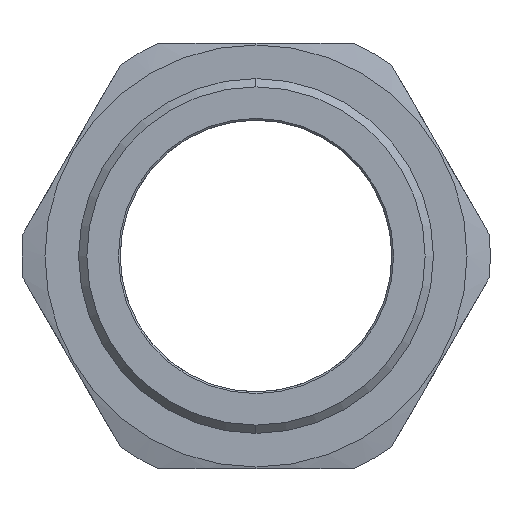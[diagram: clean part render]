
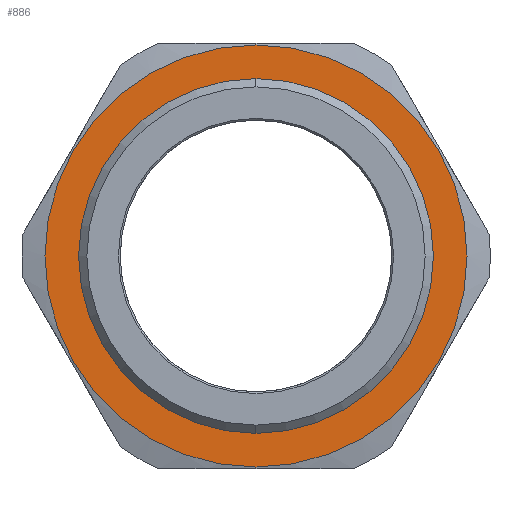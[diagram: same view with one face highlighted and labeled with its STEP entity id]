
A CAD part, left-side view. The second image highlights one B-rep face of the part: STEP entity #886.
In plain terms, the highlighted planar face has unit normal (-1, 0, 0).
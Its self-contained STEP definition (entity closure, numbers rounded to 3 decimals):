
#19 = DIRECTION ( 'NONE',  ( -1., 0., 0. ) ) ;
#98 = CIRCLE ( 'NONE', #1915, 25. ) ;
#175 = CARTESIAN_POINT ( 'NONE',  ( 15., 0., -29.75 ) ) ;
#472 = ORIENTED_EDGE ( 'NONE', *, *, #1753, .T. ) ;
#569 = CARTESIAN_POINT ( 'NONE',  ( 15., 0., 0. ) ) ;
#637 = CIRCLE ( 'NONE', #1043, 29.75 ) ;
#886 = ADVANCED_FACE ( 'NONE', ( #3185, #2757 ), #2235, .T. ) ;
#1043 = AXIS2_PLACEMENT_3D ( 'NONE', #1081, #3289, #1403 ) ;
#1081 = CARTESIAN_POINT ( 'NONE',  ( 15., 0., 0. ) ) ;
#1095 = ORIENTED_EDGE ( 'NONE', *, *, #1212, .T. ) ;
#1199 = AXIS2_PLACEMENT_3D ( 'NONE', #3741, #19, #1888 ) ;
#1207 = ORIENTED_EDGE ( 'NONE', *, *, #2641, .F. ) ;
#1212 = EDGE_CURVE ( 'NONE', #2947, #2280, #637, .T. ) ;
#1277 = CARTESIAN_POINT ( 'NONE',  ( 15., 0., 29.75 ) ) ;
#1360 = VERTEX_POINT ( 'NONE', #1508 ) ;
#1389 = EDGE_CURVE ( 'NONE', #1360, #3695, #3057, .T. ) ;
#1403 = DIRECTION ( 'NONE',  ( 0., 0., 1. ) ) ;
#1443 = DIRECTION ( 'NONE',  ( -1., 0., 0. ) ) ;
#1508 = CARTESIAN_POINT ( 'NONE',  ( 15., 0., -25. ) ) ;
#1557 = CARTESIAN_POINT ( 'NONE',  ( 15., 0., 0. ) ) ;
#1702 = CIRCLE ( 'NONE', #3335, 29.75 ) ;
#1753 = EDGE_CURVE ( 'NONE', #2280, #2947, #1702, .T. ) ;
#1888 = DIRECTION ( 'NONE',  ( 0., 0., 1. ) ) ;
#1915 = AXIS2_PLACEMENT_3D ( 'NONE', #1557, #2206, #3757 ) ;
#2025 = CARTESIAN_POINT ( 'NONE',  ( 15., 0., 0. ) ) ;
#2175 = DIRECTION ( 'NONE',  ( 0., 0., 1. ) ) ;
#2206 = DIRECTION ( 'NONE',  ( -1., 0., 0. ) ) ;
#2235 = PLANE ( 'NONE',  #1199 ) ;
#2280 = VERTEX_POINT ( 'NONE', #1277 ) ;
#2475 = ORIENTED_EDGE ( 'NONE', *, *, #1389, .F. ) ;
#2641 = EDGE_CURVE ( 'NONE', #3695, #1360, #98, .T. ) ;
#2688 = DIRECTION ( 'NONE',  ( 0., 0., 1. ) ) ;
#2757 = FACE_OUTER_BOUND ( 'NONE', #3598, .T. ) ;
#2777 = DIRECTION ( 'NONE',  ( -1., 0., 0. ) ) ;
#2947 = VERTEX_POINT ( 'NONE', #175 ) ;
#3023 = EDGE_LOOP ( 'NONE', ( #2475, #1207 ) ) ;
#3057 = CIRCLE ( 'NONE', #3963, 25. ) ;
#3185 = FACE_BOUND ( 'NONE', #3023, .T. ) ;
#3289 = DIRECTION ( 'NONE',  ( -1., 0., 0. ) ) ;
#3335 = AXIS2_PLACEMENT_3D ( 'NONE', #2025, #1443, #2688 ) ;
#3598 = EDGE_LOOP ( 'NONE', ( #1095, #472 ) ) ;
#3695 = VERTEX_POINT ( 'NONE', #3731 ) ;
#3731 = CARTESIAN_POINT ( 'NONE',  ( 15., 0., 25. ) ) ;
#3741 = CARTESIAN_POINT ( 'NONE',  ( 15., 25., 0. ) ) ;
#3757 = DIRECTION ( 'NONE',  ( 0., 0., 1. ) ) ;
#3963 = AXIS2_PLACEMENT_3D ( 'NONE', #569, #2777, #2175 ) ;
